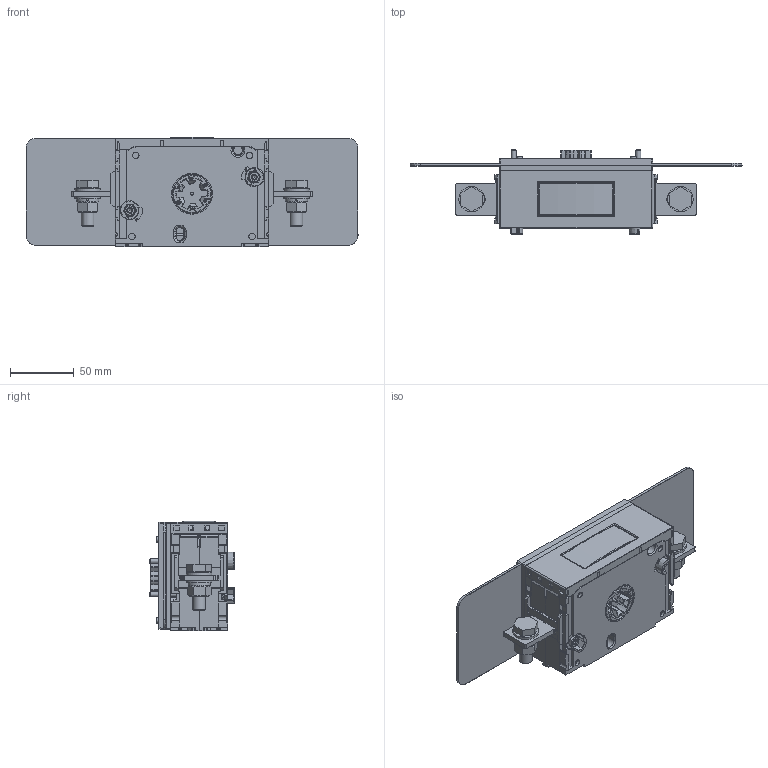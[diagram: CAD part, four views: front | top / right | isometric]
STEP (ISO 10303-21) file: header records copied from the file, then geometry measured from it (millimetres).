
FILE_DESCRIPTION(/* description */ (''),/* implementation_level */ '2;1');
FILE_NAME(/* name */ 'FILE_STP_CAD_DRAWING_3d_GLX42400UL-630_prt.stp',/* time_stamp */ '2021-11-23T14:33:16+01:00',/* author */ (''),/* organization */ (''),/* preprocessor_version */ 'ST-DEVELOPER v16.7',/* originating_system */ 'SIEMENS PLM Software NX 12.0',/* authorisation */ '');
FILE_SCHEMA (('AUTOMOTIVE_DESIGN { 1 0 10303 214 3 1 1 1 }'));
Products named in the file (1): 3d_GLX42400UL-630
Bounding box: 260 x 66.1 x 85.72 mm (x, y, z)
Surface area: 142786.3 mm2 (no closed solid volume)
Topology: 0 solids, 36 shells, 2888 faces, 7724 edges, 4886 vertices
Faces by surface type: plane 1115, cylinder 702, bspline 450, torus 300, cone 205, sphere 67, extrusion 49
Full cylindrical faces by diameter (mm): 3.31 x2, 3.4 x3, 4 x2, 4.3 x2, 4.5 x2, 9 x2, 10 x6, 15 x2, 20 x4
Entity records: 103128 total; most frequent: CARTESIAN_POINT 35271, ORIENTED_EDGE 14246, DIRECTION 13331, EDGE_CURVE 7453, AXIS2_PLACEMENT_3D 4932, VERTEX_POINT 4833, VECTOR 3467, LINE 3418
